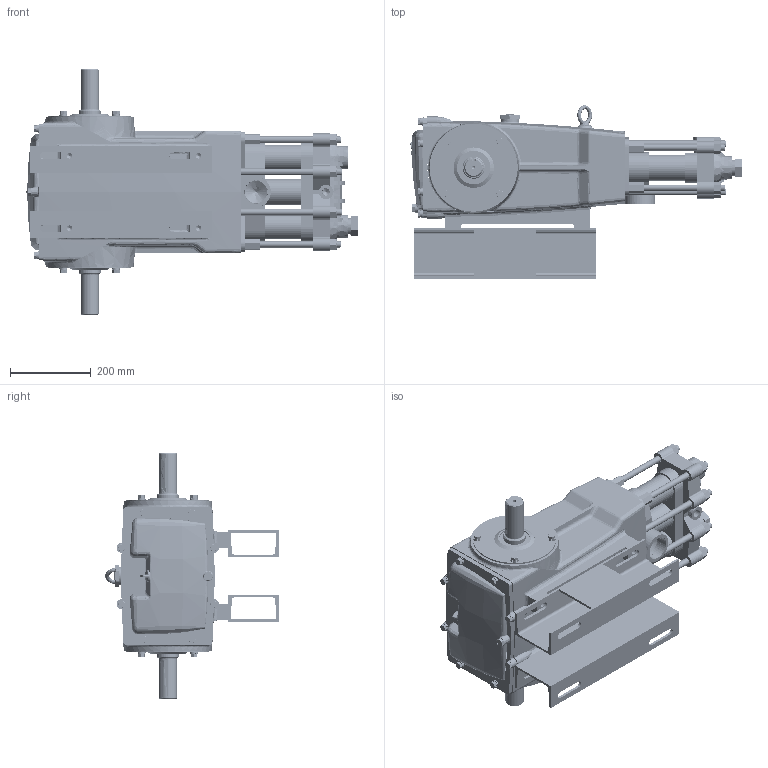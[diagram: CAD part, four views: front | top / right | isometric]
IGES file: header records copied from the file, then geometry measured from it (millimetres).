
Start section: SolidWorks IGES file using analytic representation for surfaces
Global section: file name: 6020.IGS; native system: SolidWorks 2006 by SolidWorks Corporation; preprocessor: SolidWorks 2006 by SolidWorks Corporation; author: DMM; date: 060403.150359; units: inch
Bounding box: 822.87 x 429.92 x 610 mm (x, y, z)
Surface area: 2042253 mm2 (no closed solid volume)
Topology: 0 solids, 0 shells, 2069 faces, 35525 edges, 35440 vertices
Faces by surface type: revolution 1047, bspline 1022
